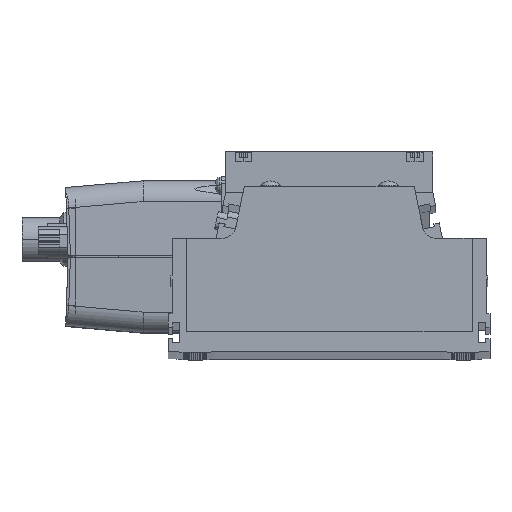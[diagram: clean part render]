
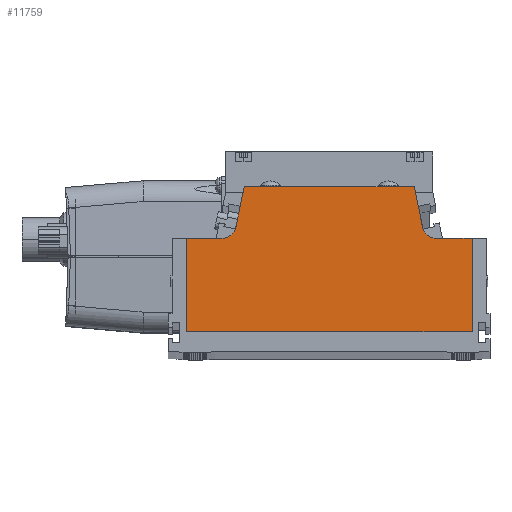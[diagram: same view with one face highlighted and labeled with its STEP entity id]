
A CAD part, top view. The second image highlights one B-rep face of the part: STEP entity #11759.
In plain terms, the highlighted planar face has unit normal (0, 0, 1).
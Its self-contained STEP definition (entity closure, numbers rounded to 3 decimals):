
#497 = CIRCLE ( 'NONE', #13959, 4. ) ;
#507 = LINE ( 'NONE', #21940, #13813 ) ;
#653 = PLANE ( 'NONE',  #33743 ) ;
#1690 = LINE ( 'NONE', #23140, #2283 ) ;
#1775 = EDGE_CURVE ( 'NONE', #19070, #33775, #32124, .T. ) ;
#2051 = CARTESIAN_POINT ( 'NONE',  ( -40., 3., 1222.5 ) ) ;
#2283 = VECTOR ( 'NONE', #29808, 1000. ) ;
#2667 = VECTOR ( 'NONE', #3553, 1000. ) ;
#3553 = DIRECTION ( 'NONE',  ( 1., 0., 0. ) ) ;
#3562 = EDGE_CURVE ( 'NONE', #15045, #16116, #21448, .T. ) ;
#3955 = ORIENTED_EDGE ( 'NONE', *, *, #17336, .F. ) ;
#4847 = LINE ( 'NONE', #22513, #24822 ) ;
#5450 = VECTOR ( 'NONE', #7261, 1000. ) ;
#5778 = CARTESIAN_POINT ( 'NONE',  ( -26.797, 3., 1222.5 ) ) ;
#6059 = DIRECTION ( 'NONE',  ( 0., 0., -1. ) ) ;
#6186 = LINE ( 'NONE', #19508, #2667 ) ;
#6459 = EDGE_CURVE ( 'NONE', #16116, #17430, #18392, .T. ) ;
#6608 = DIRECTION ( 'NONE',  ( 0., 0., -1. ) ) ;
#7261 = DIRECTION ( 'NONE',  ( 0., -1., 0. ) ) ;
#7679 = DIRECTION ( 'NONE',  ( -1., 0., 0. ) ) ;
#8076 = CARTESIAN_POINT ( 'NONE',  ( -40., -23.13, 1222.5 ) ) ;
#8135 = VERTEX_POINT ( 'NONE', #8076 ) ;
#9494 = VERTEX_POINT ( 'NONE', #27599 ) ;
#10462 = ORIENTED_EDGE ( 'NONE', *, *, #10985, .F. ) ;
#10608 = VECTOR ( 'NONE', #18949, 1000. ) ;
#10985 = EDGE_CURVE ( 'NONE', #21092, #8135, #1690, .T. ) ;
#10987 = DIRECTION ( 'NONE',  ( -1., 0., 0. ) ) ;
#11084 = ORIENTED_EDGE ( 'NONE', *, *, #16296, .T. ) ;
#11456 = CARTESIAN_POINT ( 'NONE',  ( -40., 3., 1222.5 ) ) ;
#11472 = CARTESIAN_POINT ( 'NONE',  ( 30.049, 7., 1222.5 ) ) ;
#11609 = CARTESIAN_POINT ( 'NONE',  ( -30.049, 3., 1222.5 ) ) ;
#11759 = ADVANCED_FACE ( 'NONE', ( #22609 ), #653, .F. ) ;
#12312 = EDGE_LOOP ( 'NONE', ( #18499, #23091, #31787, #13025, #3955, #20553, #23817, #20513, #11084, #10462 ) ) ;
#13025 = ORIENTED_EDGE ( 'NONE', *, *, #1775, .F. ) ;
#13813 = VECTOR ( 'NONE', #30030, 1000. ) ;
#13959 = AXIS2_PLACEMENT_3D ( 'NONE', #11472, #22178, #16387 ) ;
#14145 = CARTESIAN_POINT ( 'NONE',  ( -30.049, 7., 1222.5 ) ) ;
#15045 = VERTEX_POINT ( 'NONE', #22557 ) ;
#16116 = VERTEX_POINT ( 'NONE', #11609 ) ;
#16296 = EDGE_CURVE ( 'NONE', #17430, #8135, #4847, .T. ) ;
#16379 = AXIS2_PLACEMENT_3D ( 'NONE', #14145, #6059, #10987 ) ;
#16387 = DIRECTION ( 'NONE',  ( -1., 0., 0. ) ) ;
#17078 = EDGE_CURVE ( 'NONE', #27041, #21092, #30993, .T. ) ;
#17336 = EDGE_CURVE ( 'NONE', #25764, #19070, #6186, .T. ) ;
#17430 = VERTEX_POINT ( 'NONE', #11456 ) ;
#18392 = LINE ( 'NONE', #2051, #30697 ) ;
#18499 = ORIENTED_EDGE ( 'NONE', *, *, #17078, .F. ) ;
#18949 = DIRECTION ( 'NONE',  ( 0.204, 0.979, 0. ) ) ;
#19070 = VERTEX_POINT ( 'NONE', #27622 ) ;
#19256 = CARTESIAN_POINT ( 'NONE',  ( -40., 84.488, 1222.5 ) ) ;
#19295 = LINE ( 'NONE', #5778, #10608 ) ;
#19421 = DIRECTION ( 'NONE',  ( -1., 0., 0. ) ) ;
#19451 = EDGE_CURVE ( 'NONE', #27041, #9494, #507, .T. ) ;
#19508 = CARTESIAN_POINT ( 'NONE',  ( -23.784, 17.45, 1222.5 ) ) ;
#20082 = CARTESIAN_POINT ( 'NONE',  ( -23.784, 17.45, 1222.5 ) ) ;
#20513 = ORIENTED_EDGE ( 'NONE', *, *, #6459, .T. ) ;
#20553 = ORIENTED_EDGE ( 'NONE', *, *, #23502, .F. ) ;
#20686 = DIRECTION ( 'NONE',  ( 0.204, -0.979, 0. ) ) ;
#21092 = VERTEX_POINT ( 'NONE', #32791 ) ;
#21114 = CARTESIAN_POINT ( 'NONE',  ( 26.133, 6.184, 1222.5 ) ) ;
#21448 = CIRCLE ( 'NONE', #16379, 4. ) ;
#21940 = CARTESIAN_POINT ( 'NONE',  ( -40., 3., 1222.5 ) ) ;
#22178 = DIRECTION ( 'NONE',  ( 0., 0., -1. ) ) ;
#22513 = CARTESIAN_POINT ( 'NONE',  ( -40., 84.488, 1222.5 ) ) ;
#22557 = CARTESIAN_POINT ( 'NONE',  ( -26.133, 6.184, 1222.5 ) ) ;
#22609 = FACE_OUTER_BOUND ( 'NONE', #12312, .T. ) ;
#23091 = ORIENTED_EDGE ( 'NONE', *, *, #19451, .T. ) ;
#23140 = CARTESIAN_POINT ( 'NONE',  ( -40., -23.13, 1222.5 ) ) ;
#23502 = EDGE_CURVE ( 'NONE', #15045, #25764, #19295, .T. ) ;
#23817 = ORIENTED_EDGE ( 'NONE', *, *, #3562, .T. ) ;
#24190 = CARTESIAN_POINT ( 'NONE',  ( 40., 3., 1222.5 ) ) ;
#24822 = VECTOR ( 'NONE', #28306, 1000. ) ;
#25764 = VERTEX_POINT ( 'NONE', #20082 ) ;
#27041 = VERTEX_POINT ( 'NONE', #24190 ) ;
#27599 = CARTESIAN_POINT ( 'NONE',  ( 30.049, 3., 1222.5 ) ) ;
#27622 = CARTESIAN_POINT ( 'NONE',  ( 23.784, 17.45, 1222.5 ) ) ;
#28306 = DIRECTION ( 'NONE',  ( 0., -1., 0. ) ) ;
#29478 = CARTESIAN_POINT ( 'NONE',  ( 23.784, 17.45, 1222.5 ) ) ;
#29808 = DIRECTION ( 'NONE',  ( -1., 0., 0. ) ) ;
#30030 = DIRECTION ( 'NONE',  ( -1., 0., 0. ) ) ;
#30697 = VECTOR ( 'NONE', #7679, 1000. ) ;
#30993 = LINE ( 'NONE', #31325, #5450 ) ;
#31325 = CARTESIAN_POINT ( 'NONE',  ( 40., 84.488, 1222.5 ) ) ;
#31787 = ORIENTED_EDGE ( 'NONE', *, *, #33834, .T. ) ;
#31808 = VECTOR ( 'NONE', #20686, 1000. ) ;
#32124 = LINE ( 'NONE', #29478, #31808 ) ;
#32791 = CARTESIAN_POINT ( 'NONE',  ( 40., -23.13, 1222.5 ) ) ;
#33743 = AXIS2_PLACEMENT_3D ( 'NONE', #19256, #6608, #19421 ) ;
#33775 = VERTEX_POINT ( 'NONE', #21114 ) ;
#33834 = EDGE_CURVE ( 'NONE', #9494, #33775, #497, .T. ) ;
